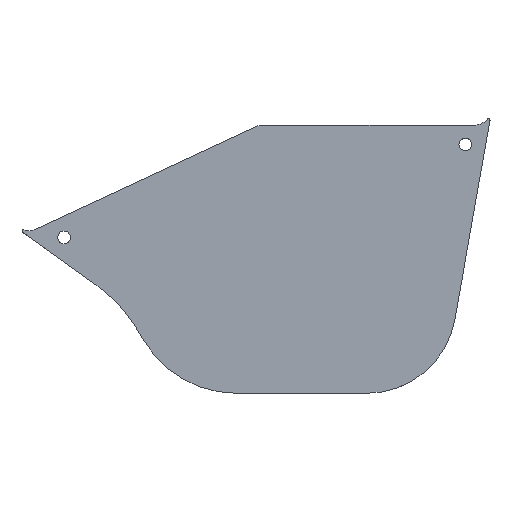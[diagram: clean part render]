
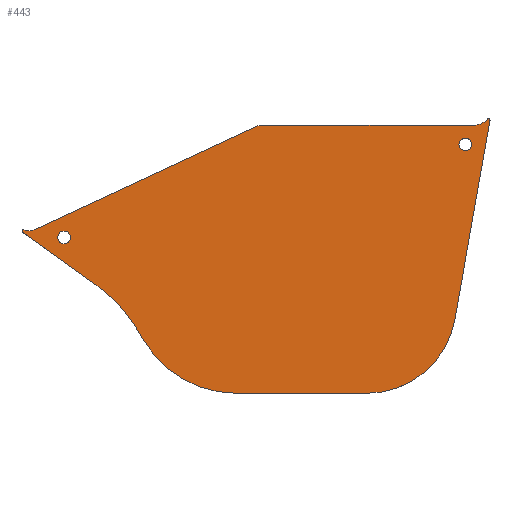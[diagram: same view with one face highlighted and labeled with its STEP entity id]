
A CAD part, top view. The second image highlights one B-rep face of the part: STEP entity #443.
In plain terms, the highlighted planar face has unit normal (0, 0, 1).
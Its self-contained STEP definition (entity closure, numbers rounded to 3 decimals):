
#15 = CARTESIAN_POINT ( 'NONE',  ( -34.933, -104.775, -2.3 ) ) ;
#19 = CARTESIAN_POINT ( 'NONE',  ( -159.99, -107.95, -2.3 ) ) ;
#23 = AXIS2_PLACEMENT_3D ( 'NONE', #19, #321, #612 ) ;
#25 = CARTESIAN_POINT ( 'NONE',  ( 3.176, -3.482, -2.3 ) ) ;
#36 = EDGE_CURVE ( 'NONE', #646, #436, #80, .T. ) ;
#37 = CARTESIAN_POINT ( 'NONE',  ( 8.755, -8.098, -2.3 ) ) ;
#46 = ORIENTED_EDGE ( 'NONE', *, *, #150, .T. ) ;
#47 = EDGE_CURVE ( 'NONE', #343, #251, #88, .T. ) ;
#49 = VECTOR ( 'NONE', #101, 1000. ) ;
#50 = PLANE ( 'NONE',  #609 ) ;
#53 = LINE ( 'NONE', #63, #323 ) ;
#56 = AXIS2_PLACEMENT_3D ( 'NONE', #505, #177, #463 ) ;
#63 = CARTESIAN_POINT ( 'NONE',  ( 0., -104.775, -2.3 ) ) ;
#65 = VERTEX_POINT ( 'NONE', #15 ) ;
#68 = FACE_BOUND ( 'NONE', #99, .T. ) ;
#75 = ORIENTED_EDGE ( 'NONE', *, *, #36, .T. ) ;
#76 = DIRECTION ( 'NONE',  ( 1., 0., 0. ) ) ;
#78 = AXIS2_PLACEMENT_3D ( 'NONE', #25, #271, #620 ) ;
#80 = CIRCLE ( 'NONE', #23, 50.8 ) ;
#88 = CIRCLE ( 'NONE', #56, 0.508 ) ;
#95 = VERTEX_POINT ( 'NONE', #171 ) ;
#98 = CARTESIAN_POINT ( 'NONE',  ( 0., 0., -2.3 ) ) ;
#99 = EDGE_LOOP ( 'NONE', ( #189 ) ) ;
#101 = DIRECTION ( 'NONE',  ( 1., 0., 0. ) ) ;
#103 = CIRCLE ( 'NONE', #173, 38.1 ) ;
#104 = CARTESIAN_POINT ( 'NONE',  ( -75.538, -105.82, -2.3 ) ) ;
#112 = CARTESIAN_POINT ( 'NONE',  ( -81.055, -66.675, -2.3 ) ) ;
#119 = CARTESIAN_POINT ( 'NONE',  ( -139.878, -49.549, -2.3 ) ) ;
#121 = VERTEX_POINT ( 'NONE', #458 ) ;
#127 = EDGE_LOOP ( 'NONE', ( #140, #544, #263, #174, #75, #297, #332, #184, #459, #499, #46, #237, #293, #265, #290 ) ) ;
#133 = CIRCLE ( 'NONE', #278, 31.75 ) ;
#137 = DIRECTION ( 'NONE',  ( 0.518, -0.855, 0. ) ) ;
#138 = DIRECTION ( 'NONE',  ( 1., 0., 0. ) ) ;
#140 = ORIENTED_EDGE ( 'NONE', *, *, #193, .F. ) ;
#143 = EDGE_CURVE ( 'NONE', #164, #65, #53, .T. ) ;
#149 = CARTESIAN_POINT ( 'NONE',  ( -34.933, -73.025, -2.3 ) ) ;
#150 = EDGE_CURVE ( 'NONE', #372, #306, #435, .T. ) ;
#151 = DIRECTION ( 'NONE',  ( 0.174, 0.985, 0. ) ) ;
#154 = LINE ( 'NONE', #335, #587 ) ;
#156 = DIRECTION ( 'NONE',  ( 1., 0., 0. ) ) ;
#164 = VERTEX_POINT ( 'NONE', #408 ) ;
#166 = CARTESIAN_POINT ( 'NONE',  ( -9.314, 19.967, -2.3 ) ) ;
#168 = DIRECTION ( 'NONE',  ( 0., 0., 1. ) ) ;
#169 = DIRECTION ( 'NONE',  ( 1., 0., 0. ) ) ;
#171 = CARTESIAN_POINT ( 'NONE',  ( 3.176, -9.779, -2.3 ) ) ;
#173 = AXIS2_PLACEMENT_3D ( 'NONE', #112, #457, #169 ) ;
#174 = ORIENTED_EDGE ( 'NONE', *, *, #529, .T. ) ;
#177 = DIRECTION ( 'NONE',  ( 0., 0., 1. ) ) ;
#181 = CARTESIAN_POINT ( 'NONE',  ( -74.312, -10.35, -2.3 ) ) ;
#183 = CARTESIAN_POINT ( 'NONE',  ( -156.273, -48.189, -2.3 ) ) ;
#184 = ORIENTED_EDGE ( 'NONE', *, *, #143, .T. ) ;
#186 = CARTESIAN_POINT ( 'NONE',  ( 9.876, -1.741, -2.3 ) ) ;
#187 = DIRECTION ( 'NONE',  ( 0., 0., 1. ) ) ;
#189 = ORIENTED_EDGE ( 'NONE', *, *, #434, .T. ) ;
#193 = EDGE_CURVE ( 'NONE', #343, #438, #289, .T. ) ;
#194 = CARTESIAN_POINT ( 'NONE',  ( -148.895, -37.852, -2.3 ) ) ;
#201 = DIRECTION ( 'NONE',  ( 1., 0., 0. ) ) ;
#203 = FACE_OUTER_BOUND ( 'NONE', #127, .T. ) ;
#213 = CARTESIAN_POINT ( 'NONE',  ( -142.126, -49.549, -2.3 ) ) ;
#221 = LINE ( 'NONE', #186, #275 ) ;
#222 = CARTESIAN_POINT ( 'NONE',  ( -71.735, -9.779, -2.3 ) ) ;
#237 = ORIENTED_EDGE ( 'NONE', *, *, #340, .F. ) ;
#241 = VERTEX_POINT ( 'NONE', #183 ) ;
#244 = EDGE_CURVE ( 'NONE', #251, #241, #530, .T. ) ;
#246 = EDGE_LOOP ( 'NONE', ( #298 ) ) ;
#251 = VERTEX_POINT ( 'NONE', #577 ) ;
#253 = LINE ( 'NONE', #104, #510 ) ;
#255 = AXIS2_PLACEMENT_3D ( 'NONE', #498, #168, #456 ) ;
#256 = DIRECTION ( 'NONE',  ( 1., 0., 0. ) ) ;
#263 = ORIENTED_EDGE ( 'NONE', *, *, #244, .T. ) ;
#265 = ORIENTED_EDGE ( 'NONE', *, *, #295, .T. ) ;
#267 = CARTESIAN_POINT ( 'NONE',  ( 2.276, -16.637, -2.3 ) ) ;
#271 = DIRECTION ( 'NONE',  ( 0., 0., 1. ) ) ;
#275 = VECTOR ( 'NONE', #151, 1000. ) ;
#278 = AXIS2_PLACEMENT_3D ( 'NONE', #149, #487, #201 ) ;
#282 = EDGE_CURVE ( 'NONE', #436, #121, #154, .T. ) ;
#288 = CARTESIAN_POINT ( 'NONE',  ( -154.579, -40.852, -2.3 ) ) ;
#289 = CIRCLE ( 'NONE', #292, 6.288 ) ;
#290 = ORIENTED_EDGE ( 'NONE', *, *, #540, .F. ) ;
#292 = AXIS2_PLACEMENT_3D ( 'NONE', #288, #418, #76 ) ;
#293 = ORIENTED_EDGE ( 'NONE', *, *, #478, .F. ) ;
#295 = EDGE_CURVE ( 'NONE', #623, #414, #573, .T. ) ;
#297 = ORIENTED_EDGE ( 'NONE', *, *, #282, .T. ) ;
#298 = ORIENTED_EDGE ( 'NONE', *, *, #521, .T. ) ;
#306 = VERTEX_POINT ( 'NONE', #427 ) ;
#311 = DIRECTION ( 'NONE',  ( 1., 0., 0. ) ) ;
#317 = CARTESIAN_POINT ( 'NONE',  ( -3.665, -78.538, -2.3 ) ) ;
#321 = DIRECTION ( 'NONE',  ( 0., 0., -1. ) ) ;
#323 = VECTOR ( 'NONE', #311, 1000. ) ;
#332 = ORIENTED_EDGE ( 'NONE', *, *, #578, .T. ) ;
#333 = CIRCLE ( 'NONE', #502, 2.248 ) ;
#334 = CARTESIAN_POINT ( 'NONE',  ( -71.735, -15.875, -2.3 ) ) ;
#335 = CARTESIAN_POINT ( 'NONE',  ( -121.431, -73.556, -2.3 ) ) ;
#340 = EDGE_CURVE ( 'NONE', #95, #306, #585, .T. ) ;
#343 = VERTEX_POINT ( 'NONE', #419 ) ;
#352 = DIRECTION ( 'NONE',  ( 0., 0., -1. ) ) ;
#372 = VERTEX_POINT ( 'NONE', #37 ) ;
#384 = VECTOR ( 'NONE', #496, 1000. ) ;
#396 = DIRECTION ( 'NONE',  ( 1., 0., 0. ) ) ;
#401 = EDGE_CURVE ( 'NONE', #65, #631, #133, .T. ) ;
#408 = CARTESIAN_POINT ( 'NONE',  ( -81.055, -104.775, -2.3 ) ) ;
#414 = VERTEX_POINT ( 'NONE', #181 ) ;
#418 = DIRECTION ( 'NONE',  ( 0., 0., 1. ) ) ;
#419 = CARTESIAN_POINT ( 'NONE',  ( -156.375, -46.878, -2.3 ) ) ;
#422 = VERTEX_POINT ( 'NONE', #119 ) ;
#427 = CARTESIAN_POINT ( 'NONE',  ( 7.876, -7.672, -2.3 ) ) ;
#428 = EDGE_CURVE ( 'NONE', #631, #372, #221, .T. ) ;
#434 = EDGE_CURVE ( 'NONE', #564, #564, #333, .T. ) ;
#435 = CIRCLE ( 'NONE', #255, 0.508 ) ;
#436 = VERTEX_POINT ( 'NONE', #592 ) ;
#438 = VERTEX_POINT ( 'NONE', #536 ) ;
#443 = ADVANCED_FACE ( 'NONE', ( #203, #68, #574 ), #50, .T. ) ;
#447 = DIRECTION ( 'NONE',  ( 0., 0., 1. ) ) ;
#456 = DIRECTION ( 'NONE',  ( 1., 0., 0. ) ) ;
#457 = DIRECTION ( 'NONE',  ( 0., 0., 1. ) ) ;
#458 = CARTESIAN_POINT ( 'NONE',  ( -113.642, -86.415, -2.3 ) ) ;
#459 = ORIENTED_EDGE ( 'NONE', *, *, #401, .T. ) ;
#463 = DIRECTION ( 'NONE',  ( 1., 0., 0. ) ) ;
#465 = CARTESIAN_POINT ( 'NONE',  ( -130.476, -66.603, -2.3 ) ) ;
#478 = EDGE_CURVE ( 'NONE', #623, #95, #556, .T. ) ;
#487 = DIRECTION ( 'NONE',  ( 0., 0., 1. ) ) ;
#492 = LINE ( 'NONE', #166, #384 ) ;
#496 = DIRECTION ( 'NONE',  ( 0.906, 0.423, 0. ) ) ;
#498 = CARTESIAN_POINT ( 'NONE',  ( 8.255, -8.01, -2.3 ) ) ;
#499 = ORIENTED_EDGE ( 'NONE', *, *, #428, .T. ) ;
#502 = AXIS2_PLACEMENT_3D ( 'NONE', #645, #352, #396 ) ;
#505 = CARTESIAN_POINT ( 'NONE',  ( -156.52, -47.365, -2.3 ) ) ;
#510 = VECTOR ( 'NONE', #601, 1000. ) ;
#521 = EDGE_CURVE ( 'NONE', #422, #422, #648, .T. ) ;
#525 = DIRECTION ( 'NONE',  ( 0., 0., 1. ) ) ;
#529 = EDGE_CURVE ( 'NONE', #241, #646, #253, .T. ) ;
#530 = CIRCLE ( 'NONE', #549, 12.7 ) ;
#536 = CARTESIAN_POINT ( 'NONE',  ( -151.921, -46.551, -2.3 ) ) ;
#540 = EDGE_CURVE ( 'NONE', #438, #414, #492, .T. ) ;
#542 = CARTESIAN_POINT ( 'NONE',  ( 0., -9.779, -2.3 ) ) ;
#544 = ORIENTED_EDGE ( 'NONE', *, *, #47, .T. ) ;
#547 = DIRECTION ( 'NONE',  ( 0., 0., -1. ) ) ;
#549 = AXIS2_PLACEMENT_3D ( 'NONE', #194, #525, #138 ) ;
#556 = LINE ( 'NONE', #542, #49 ) ;
#564 = VERTEX_POINT ( 'NONE', #267 ) ;
#568 = DIRECTION ( 'NONE',  ( 1., 0., 0. ) ) ;
#571 = AXIS2_PLACEMENT_3D ( 'NONE', #213, #547, #256 ) ;
#573 = CIRCLE ( 'NONE', #622, 6.096 ) ;
#574 = FACE_BOUND ( 'NONE', #246, .T. ) ;
#577 = CARTESIAN_POINT ( 'NONE',  ( -156.837, -47.762, -2.3 ) ) ;
#578 = EDGE_CURVE ( 'NONE', #121, #164, #103, .T. ) ;
#585 = CIRCLE ( 'NONE', #78, 6.297 ) ;
#587 = VECTOR ( 'NONE', #137, 1000. ) ;
#592 = CARTESIAN_POINT ( 'NONE',  ( -116.54, -81.63, -2.3 ) ) ;
#601 = DIRECTION ( 'NONE',  ( 0.814, -0.581, 0. ) ) ;
#609 = AXIS2_PLACEMENT_3D ( 'NONE', #98, #447, #156 ) ;
#612 = DIRECTION ( 'NONE',  ( 1., 0., 0. ) ) ;
#620 = DIRECTION ( 'NONE',  ( 1., 0., 0. ) ) ;
#622 = AXIS2_PLACEMENT_3D ( 'NONE', #334, #187, #568 ) ;
#623 = VERTEX_POINT ( 'NONE', #222 ) ;
#631 = VERTEX_POINT ( 'NONE', #317 ) ;
#645 = CARTESIAN_POINT ( 'NONE',  ( 0.028, -16.637, -2.3 ) ) ;
#646 = VERTEX_POINT ( 'NONE', #465 ) ;
#648 = CIRCLE ( 'NONE', #571, 2.248 ) ;
